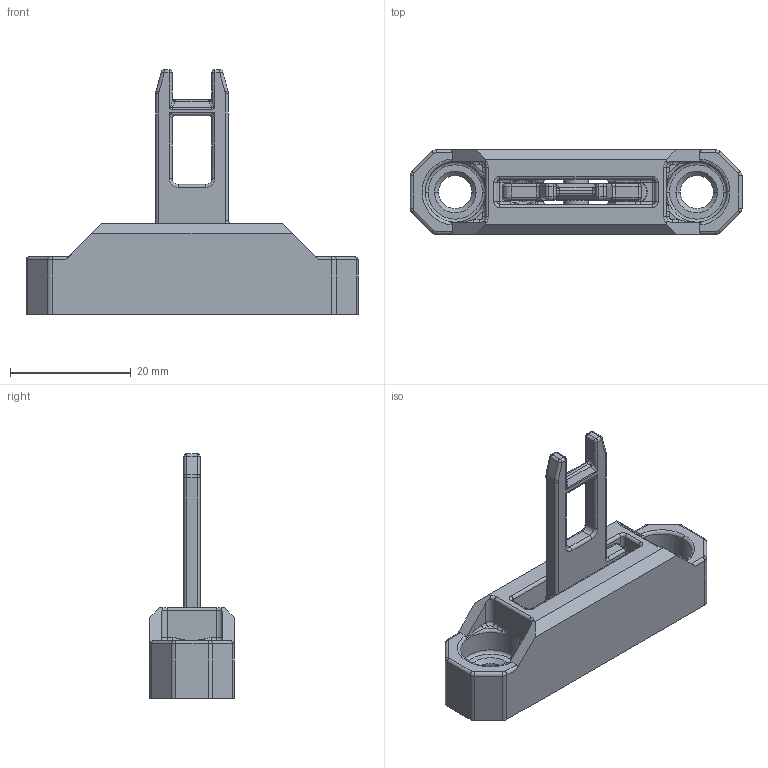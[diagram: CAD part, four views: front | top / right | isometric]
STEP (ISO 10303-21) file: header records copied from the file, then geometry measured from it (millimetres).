
FILE_DESCRIPTION (( 'STEP AP214' ), '1' );
FILE_NAME ('140182.STEP', '2015-08-11T15:04:42', ( '' ), ( '' ), 'SwSTEP 2.0', 'SolidWorks 2014', '' );
FILE_SCHEMA (( 'AUTOMOTIVE_DESIGN' ));
Length unit declared in the file: inch
Products named in the file (1): 140182
Bounding box: 55 x 14 x 40.5 mm (x, y, z)
Volume: 7225.8 mm3; surface area: 6807.9 mm2
Topology: 4 solids, 4 shells, 504 faces, 1199 edges, 653 vertices
Faces by surface type: cylinder 207, plane 111, torus 89, bspline 51, sphere 30, cone 16
Entity records: 16215 total; most frequent: CARTESIAN_POINT 4982, DIRECTION 2460, ORIENTED_EDGE 2286, EDGE_CURVE 1143, AXIS2_PLACEMENT_3D 990, VERTEX_POINT 653, CIRCLE 536, EDGE_LOOP 526
